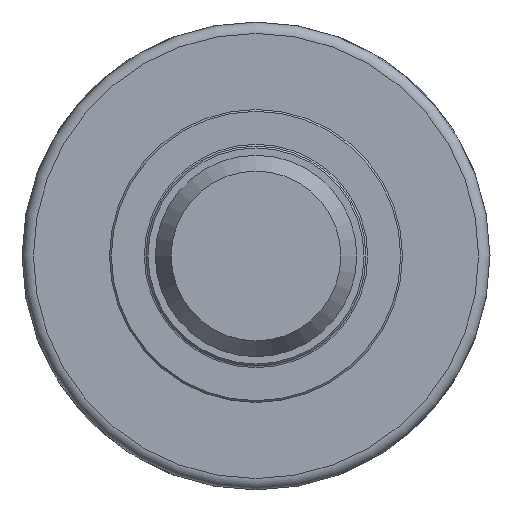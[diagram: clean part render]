
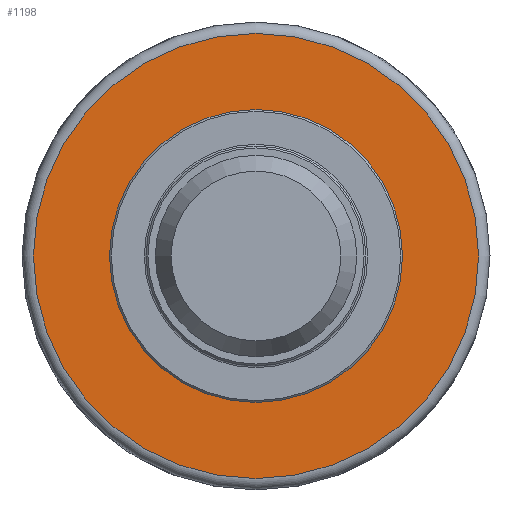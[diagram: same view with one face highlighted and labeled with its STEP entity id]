
A CAD part, left-side view. The second image highlights one B-rep face of the part: STEP entity #1198.
In plain terms, the highlighted planar face has unit normal (-1, 0, 0).
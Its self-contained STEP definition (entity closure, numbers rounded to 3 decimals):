
#59=FACE_BOUND('',#277,.T.);
#93=CIRCLE('',#1297,40.);
#120=CIRCLE('',#1339,60.78);
#121=CIRCLE('',#1340,60.78);
#197=FACE_OUTER_BOUND('',#276,.T.);
#276=EDGE_LOOP('',(#1089,#1090));
#277=EDGE_LOOP('',(#1091));
#550=VERTEX_POINT('',#2024);
#573=VERTEX_POINT('',#2104);
#574=VERTEX_POINT('',#2106);
#705=EDGE_CURVE('',#550,#550,#93,.T.);
#739=EDGE_CURVE('',#573,#574,#120,.T.);
#740=EDGE_CURVE('',#574,#573,#121,.T.);
#1089=ORIENTED_EDGE('',*,*,#740,.F.);
#1090=ORIENTED_EDGE('',*,*,#739,.F.);
#1091=ORIENTED_EDGE('',*,*,#705,.T.);
#1132=PLANE('',#1354);
#1198=ADVANCED_FACE('',(#197,#59),#1132,.T.);
#1297=AXIS2_PLACEMENT_3D('',#2025,#1597,#1598);
#1339=AXIS2_PLACEMENT_3D('',#2107,#1688,#1689);
#1340=AXIS2_PLACEMENT_3D('',#2108,#1690,#1691);
#1354=AXIS2_PLACEMENT_3D('',#2157,#1719,#1720);
#1597=DIRECTION('center_axis',(1.,0.,0.));
#1598=DIRECTION('ref_axis',(0.,0.,
1.));
#1688=DIRECTION('center_axis',(1.,0.,0.));
#1689=DIRECTION('ref_axis',(0.,0.,1.));
#1690=DIRECTION('center_axis',(1.,0.,0.));
#1691=DIRECTION('ref_axis',(0.,0.,1.));
#1719=DIRECTION('center_axis',(-1.,0.,0.));
#1720=DIRECTION('ref_axis',(0.,1.,0.));
#2024=CARTESIAN_POINT('',(29.8,0.,-40.));
#2025=CARTESIAN_POINT('Origin',(29.8,0.,0.));
#2104=CARTESIAN_POINT('',(29.8,60.78,0.));
#2106=CARTESIAN_POINT('',(29.8,0.,-60.78));
#2107=CARTESIAN_POINT('Origin',(29.8,0.,0.));
#2108=CARTESIAN_POINT('Origin',(29.8,0.,0.));
#2157=CARTESIAN_POINT('Origin',(29.8,0.,-54.239));
